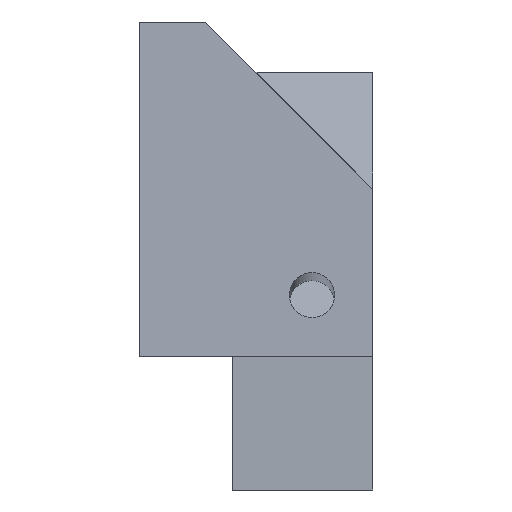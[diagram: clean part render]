
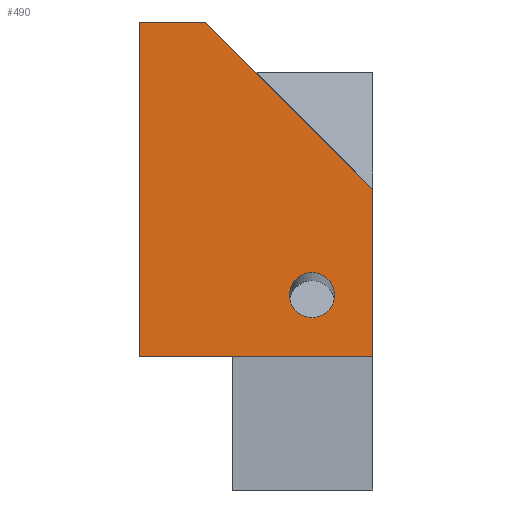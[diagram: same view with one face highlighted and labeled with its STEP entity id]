
A CAD part, left-side view. The second image highlights one B-rep face of the part: STEP entity #490.
In plain terms, the highlighted planar face has unit normal (-0.999, 0, 0.035).
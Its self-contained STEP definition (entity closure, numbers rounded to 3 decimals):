
#19=FACE_BOUND('',#103,.T.);
#39=PLANE('',#545);
#68=FACE_OUTER_BOUND('',#102,.T.);
#102=EDGE_LOOP('',(#423,#424,#425,#426,#427));
#103=EDGE_LOOP('',(#428));
#149=LINE('',#796,#201);
#151=LINE('',#800,#203);
#155=LINE('',#807,#207);
#156=LINE('',#809,#208);
#157=LINE('',#810,#209);
#201=VECTOR('',#657,10.);
#203=VECTOR('',#661,10.);
#207=VECTOR('',#667,10.);
#208=VECTOR('',#668,10.);
#209=VECTOR('',#669,10.);
#217=CIRCLE('',#512,1.35);
#227=VERTEX_POINT('',#693);
#260=VERTEX_POINT('',#793);
#261=VERTEX_POINT('',#795);
#262=VERTEX_POINT('',#799);
#264=VERTEX_POINT('',#806);
#265=VERTEX_POINT('',#808);
#269=EDGE_CURVE('',#227,#227,#217,.T.);
#316=EDGE_CURVE('',#260,#261,#149,.T.);
#318=EDGE_CURVE('',#261,#262,#151,.T.);
#322=EDGE_CURVE('',#264,#260,#155,.T.);
#323=EDGE_CURVE('',#265,#264,#156,.T.);
#324=EDGE_CURVE('',#265,#262,#157,.T.);
#423=ORIENTED_EDGE('',*,*,#316,.F.);
#424=ORIENTED_EDGE('',*,*,#322,.F.);
#425=ORIENTED_EDGE('',*,*,#323,.F.);
#426=ORIENTED_EDGE('',*,*,#324,.T.);
#427=ORIENTED_EDGE('',*,*,#318,.F.);
#428=ORIENTED_EDGE('',*,*,#269,.T.);
#490=ADVANCED_FACE('',(#68,#19),#39,.F.);
#512=AXIS2_PLACEMENT_3D('',#694,#557,#558);
#545=AXIS2_PLACEMENT_3D('',#805,#665,#666);
#557=DIRECTION('center_axis',(0.999,0.,-0.035));
#558=DIRECTION('ref_axis',(-0.035,0.,-0.999));
#657=DIRECTION('',(-0.025,-0.707,-0.707));
#661=DIRECTION('',(-0.035,0.,-0.999));
#665=DIRECTION('center_axis',(0.999,0.,-0.035));
#666=DIRECTION('ref_axis',(0.035,0.,0.999));
#667=DIRECTION('',(0.,-1.,0.));
#668=DIRECTION('',(0.035,0.,0.999));
#669=DIRECTION('',(0.,-1.,0.));
#693=CARTESIAN_POINT('',(-41.075,-4.35,43.469));
#694=CARTESIAN_POINT('Origin',(-41.122,-4.35,42.119));
#793=CARTESIAN_POINT('',(-40.552,2.,58.46));
#795=CARTESIAN_POINT('',(-40.901,-8.,48.46));
#796=CARTESIAN_POINT('',(-40.773,-4.328,52.132));
#799=CARTESIAN_POINT('',(-41.25,-8.,38.46));
#800=CARTESIAN_POINT('',(-41.05,-8.,44.173));
#805=CARTESIAN_POINT('Origin',(-41.25,6.,38.46));
#806=CARTESIAN_POINT('',(-40.552,6.,58.46));
#807=CARTESIAN_POINT('',(-40.552,3.,58.46));
#808=CARTESIAN_POINT('',(-41.25,6.,38.46));
#809=CARTESIAN_POINT('',(-41.05,6.,44.173));
#810=CARTESIAN_POINT('',(-41.25,0.,38.46));
